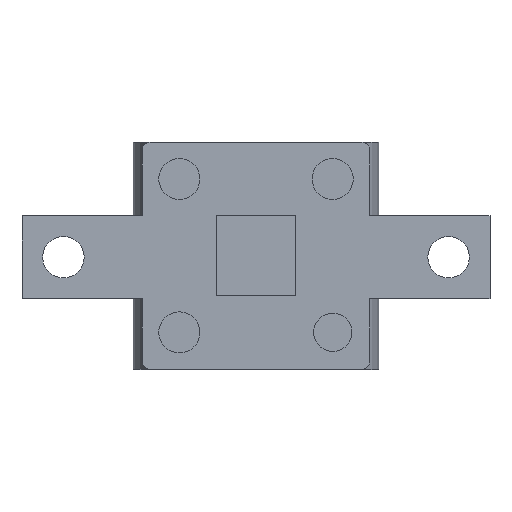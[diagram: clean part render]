
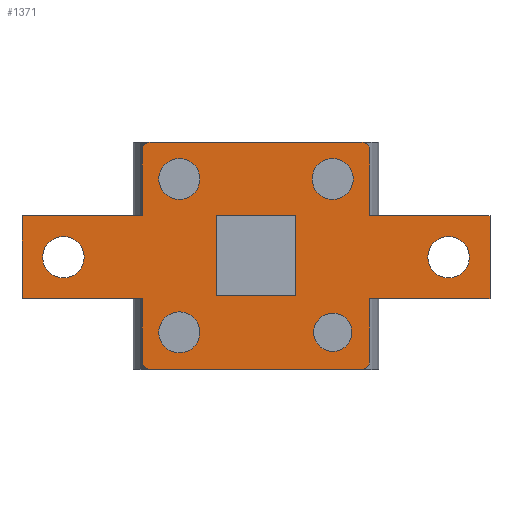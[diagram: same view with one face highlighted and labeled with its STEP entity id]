
A CAD part, top view. The second image highlights one B-rep face of the part: STEP entity #1371.
In plain terms, the highlighted planar face has unit normal (0, 0, 1).
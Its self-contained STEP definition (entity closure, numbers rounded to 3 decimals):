
#21=FACE_BOUND('',#214,.T.);
#22=FACE_BOUND('',#215,.T.);
#23=FACE_BOUND('',#216,.T.);
#24=FACE_BOUND('',#217,.T.);
#25=FACE_BOUND('',#218,.T.);
#26=FACE_BOUND('',#219,.T.);
#27=FACE_BOUND('',#220,.T.);
#66=PLANE('',#1489);
#132=FACE_OUTER_BOUND('',#213,.T.);
#213=EDGE_LOOP('',(#1146,#1147,#1148,#1149,#1150,#1151,#1152,#1153,#1154,
#1155,#1156,#1157,#1158,#1159,#1160,#1161));
#214=EDGE_LOOP('',(#1162));
#215=EDGE_LOOP('',(#1163));
#216=EDGE_LOOP('',(#1164,#1165,#1166,#1167));
#217=EDGE_LOOP('',(#1168));
#218=EDGE_LOOP('',(#1169));
#219=EDGE_LOOP('',(#1170));
#220=EDGE_LOOP('',(#1171));
#265=LINE('',#1944,#417);
#269=LINE('',#1952,#421);
#272=LINE('',#1958,#424);
#277=LINE('',#1967,#429);
#278=LINE('',#1970,#430);
#282=LINE('',#1981,#434);
#286=LINE('',#1989,#438);
#289=LINE('',#1995,#441);
#294=LINE('',#2004,#446);
#295=LINE('',#2007,#447);
#303=LINE('',#2031,#455);
#340=LINE('',#2119,#492);
#382=LINE('',#2227,#534);
#383=LINE('',#2229,#535);
#384=LINE('',#2231,#536);
#385=LINE('',#2232,#537);
#417=VECTOR('',#1565,10.);
#421=VECTOR('',#1571,10.);
#424=VECTOR('',#1576,10.);
#429=VECTOR('',#1583,10.);
#430=VECTOR('',#1586,10.);
#434=VECTOR('',#1596,10.);
#438=VECTOR('',#1602,10.);
#441=VECTOR('',#1607,10.);
#446=VECTOR('',#1614,10.);
#447=VECTOR('',#1617,10.);
#455=VECTOR('',#1639,10.);
#492=VECTOR('',#1698,10.);
#534=VECTOR('',#1804,10.);
#535=VECTOR('',#1805,10.);
#536=VECTOR('',#1806,10.);
#537=VECTOR('',#1807,10.);
#572=CIRCLE('',#1430,2.7);
#573=CIRCLE('',#1437,2.7);
#594=CIRCLE('',#1488,1.);
#595=CIRCLE('',#1490,1.);
#596=CIRCLE('',#1491,1.);
#597=CIRCLE('',#1492,1.);
#598=CIRCLE('',#1493,2.675);
#599=CIRCLE('',#1494,2.675);
#600=CIRCLE('',#1495,2.675);
#601=CIRCLE('',#1496,2.5);
#612=VERTEX_POINT('',#1938);
#613=VERTEX_POINT('',#1942);
#614=VERTEX_POINT('',#1943);
#617=VERTEX_POINT('',#1951);
#619=VERTEX_POINT('',#1957);
#622=VERTEX_POINT('',#1965);
#623=VERTEX_POINT('',#1969);
#625=VERTEX_POINT('',#1975);
#626=VERTEX_POINT('',#1979);
#627=VERTEX_POINT('',#1980);
#630=VERTEX_POINT('',#1988);
#632=VERTEX_POINT('',#1994);
#635=VERTEX_POINT('',#2002);
#636=VERTEX_POINT('',#2006);
#644=VERTEX_POINT('',#2028);
#645=VERTEX_POINT('',#2030);
#684=VERTEX_POINT('',#2116);
#685=VERTEX_POINT('',#2118);
#718=VERTEX_POINT('',#2225);
#719=VERTEX_POINT('',#2226);
#720=VERTEX_POINT('',#2228);
#721=VERTEX_POINT('',#2230);
#722=VERTEX_POINT('',#2233);
#723=VERTEX_POINT('',#2235);
#724=VERTEX_POINT('',#2237);
#725=VERTEX_POINT('',#2239);
#743=EDGE_CURVE('',#612,#612,#572,.T.);
#744=EDGE_CURVE('',#613,#614,#265,.T.);
#748=EDGE_CURVE('',#614,#617,#269,.T.);
#751=EDGE_CURVE('',#617,#619,#272,.T.);
#756=EDGE_CURVE('',#619,#622,#277,.T.);
#757=EDGE_CURVE('',#623,#613,#278,.T.);
#761=EDGE_CURVE('',#625,#625,#573,.T.);
#762=EDGE_CURVE('',#626,#627,#282,.T.);
#766=EDGE_CURVE('',#630,#626,#286,.T.);
#769=EDGE_CURVE('',#627,#632,#289,.T.);
#774=EDGE_CURVE('',#630,#635,#294,.T.);
#775=EDGE_CURVE('',#636,#632,#295,.T.);
#787=EDGE_CURVE('',#645,#644,#303,.T.);
#832=EDGE_CURVE('',#685,#684,#340,.T.);
#882=EDGE_CURVE('',#645,#635,#594,.T.);
#883=EDGE_CURVE('',#623,#644,#595,.T.);
#884=EDGE_CURVE('',#685,#622,#596,.T.);
#885=EDGE_CURVE('',#636,#684,#597,.T.);
#886=EDGE_CURVE('',#718,#719,#382,.T.);
#887=EDGE_CURVE('',#719,#720,#383,.T.);
#888=EDGE_CURVE('',#720,#721,#384,.T.);
#889=EDGE_CURVE('',#721,#718,#385,.T.);
#890=EDGE_CURVE('',#722,#722,#598,.T.);
#891=EDGE_CURVE('',#723,#723,#599,.T.);
#892=EDGE_CURVE('',#724,#724,#600,.T.);
#893=EDGE_CURVE('',#725,#725,#601,.T.);
#1146=ORIENTED_EDGE('',*,*,#882,.F.);
#1147=ORIENTED_EDGE('',*,*,#787,.T.);
#1148=ORIENTED_EDGE('',*,*,#883,.F.);
#1149=ORIENTED_EDGE('',*,*,#757,.T.);
#1150=ORIENTED_EDGE('',*,*,#744,.T.);
#1151=ORIENTED_EDGE('',*,*,#748,.T.);
#1152=ORIENTED_EDGE('',*,*,#751,.T.);
#1153=ORIENTED_EDGE('',*,*,#756,.T.);
#1154=ORIENTED_EDGE('',*,*,#884,.F.);
#1155=ORIENTED_EDGE('',*,*,#832,.T.);
#1156=ORIENTED_EDGE('',*,*,#885,.F.);
#1157=ORIENTED_EDGE('',*,*,#775,.T.);
#1158=ORIENTED_EDGE('',*,*,#769,.F.);
#1159=ORIENTED_EDGE('',*,*,#762,.F.);
#1160=ORIENTED_EDGE('',*,*,#766,.F.);
#1161=ORIENTED_EDGE('',*,*,#774,.T.);
#1162=ORIENTED_EDGE('',*,*,#743,.T.);
#1163=ORIENTED_EDGE('',*,*,#761,.T.);
#1164=ORIENTED_EDGE('',*,*,#886,.T.);
#1165=ORIENTED_EDGE('',*,*,#887,.T.);
#1166=ORIENTED_EDGE('',*,*,#888,.T.);
#1167=ORIENTED_EDGE('',*,*,#889,.T.);
#1168=ORIENTED_EDGE('',*,*,#890,.T.);
#1169=ORIENTED_EDGE('',*,*,#891,.T.);
#1170=ORIENTED_EDGE('',*,*,#892,.T.);
#1171=ORIENTED_EDGE('',*,*,#893,.T.);
#1371=ADVANCED_FACE('',(#132,#21,#22,#23,#24,#25,#26,#27),#66,.T.);
#1430=AXIS2_PLACEMENT_3D('',#1940,#1561,#1562);
#1437=AXIS2_PLACEMENT_3D('',#1977,#1592,#1593);
#1488=AXIS2_PLACEMENT_3D('',#2220,#1794,#1795);
#1489=AXIS2_PLACEMENT_3D('',#2221,#1796,#1797);
#1490=AXIS2_PLACEMENT_3D('',#2222,#1798,#1799);
#1491=AXIS2_PLACEMENT_3D('',#2223,#1800,#1801);
#1492=AXIS2_PLACEMENT_3D('',#2224,#1802,#1803);
#1493=AXIS2_PLACEMENT_3D('',#2234,#1808,#1809);
#1494=AXIS2_PLACEMENT_3D('',#2236,#1810,#1811);
#1495=AXIS2_PLACEMENT_3D('',#2238,#1812,#1813);
#1496=AXIS2_PLACEMENT_3D('',#2240,#1814,#1815);
#1561=DIRECTION('center_axis',(0.,0.,-1.));
#1562=DIRECTION('ref_axis',(1.,0.,0.));
#1565=DIRECTION('',(1.,0.,0.));
#1571=DIRECTION('',(0.,1.,0.));
#1576=DIRECTION('',(-1.,0.,0.));
#1583=DIRECTION('',(0.,1.,0.));
#1586=DIRECTION('',(0.,1.,0.));
#1592=DIRECTION('center_axis',(0.,0.,-1.));
#1593=DIRECTION('ref_axis',(1.,0.,0.));
#1596=DIRECTION('',(0.,1.,0.));
#1602=DIRECTION('',(-1.,0.,0.));
#1607=DIRECTION('',(1.,0.,0.));
#1614=DIRECTION('',(0.,-1.,0.));
#1617=DIRECTION('',(0.,-1.,0.));
#1639=DIRECTION('',(1.,0.,0.));
#1698=DIRECTION('',(-1.,0.,0.));
#1794=DIRECTION('center_axis',(0.,0.,-1.));
#1795=DIRECTION('ref_axis',(-0.707,-0.707,0.));
#1796=DIRECTION('center_axis',(0.,0.,1.));
#1797=DIRECTION('ref_axis',(1.,0.,0.));
#1798=DIRECTION('center_axis',(0.,0.,-1.));
#1799=DIRECTION('ref_axis',(0.707,-0.707,0.));
#1800=DIRECTION('center_axis',(0.,0.,-1.));
#1801=DIRECTION('ref_axis',(0.707,0.707,0.));
#1802=DIRECTION('center_axis',(0.,0.,-1.));
#1803=DIRECTION('ref_axis',(-0.707,0.707,0.));
#1804=DIRECTION('',(0.,-1.,0.));
#1805=DIRECTION('',(-1.,0.,0.));
#1806=DIRECTION('',(0.,1.,0.));
#1807=DIRECTION('',(1.,0.,0.));
#1808=DIRECTION('center_axis',(0.,0.,-1.));
#1809=DIRECTION('ref_axis',(1.,0.,0.));
#1810=DIRECTION('center_axis',(0.,0.,-1.));
#1811=DIRECTION('ref_axis',(1.,0.,0.));
#1812=DIRECTION('center_axis',(0.,0.,-1.));
#1813=DIRECTION('ref_axis',(1.,0.,0.));
#1814=DIRECTION('center_axis',(0.,0.,-1.));
#1815=DIRECTION('ref_axis',(1.,0.,0.));
#1938=CARTESIAN_POINT('',(22.408,14.6,8.577));
#1940=CARTESIAN_POINT('Origin',(25.108,14.6,8.577));
#1942=CARTESIAN_POINT('',(14.8,9.2,8.577));
#1943=CARTESIAN_POINT('',(30.508,9.2,8.577));
#1944=CARTESIAN_POINT('',(14.8,9.2,8.577));
#1951=CARTESIAN_POINT('',(30.508,20.,8.577));
#1952=CARTESIAN_POINT('',(30.508,9.2,8.577));
#1957=CARTESIAN_POINT('',(14.8,20.,8.577));
#1958=CARTESIAN_POINT('',(30.508,20.,8.577));
#1965=CARTESIAN_POINT('',(14.8,28.6,8.577));
#1967=CARTESIAN_POINT('',(14.8,0.,8.577));
#1969=CARTESIAN_POINT('',(14.8,1.,8.577));
#1970=CARTESIAN_POINT('',(14.8,0.,8.577));
#1975=CARTESIAN_POINT('',(-27.808,14.6,8.577));
#1977=CARTESIAN_POINT('Origin',(-25.108,14.6,8.577));
#1979=CARTESIAN_POINT('',(-30.508,9.2,8.577));
#1980=CARTESIAN_POINT('',(-30.508,20.,8.577));
#1981=CARTESIAN_POINT('',(-30.508,9.2,8.577));
#1988=CARTESIAN_POINT('',(-14.8,9.2,8.577));
#1989=CARTESIAN_POINT('',(-14.8,9.2,8.577));
#1994=CARTESIAN_POINT('',(-14.8,20.,8.577));
#1995=CARTESIAN_POINT('',(-30.508,20.,8.577));
#2002=CARTESIAN_POINT('',(-14.8,1.,8.577));
#2004=CARTESIAN_POINT('',(-14.8,29.6,8.577));
#2006=CARTESIAN_POINT('',(-14.8,28.6,8.577));
#2007=CARTESIAN_POINT('',(-14.8,29.6,8.577));
#2028=CARTESIAN_POINT('',(13.8,0.,8.577));
#2030=CARTESIAN_POINT('',(-13.8,0.,8.577));
#2031=CARTESIAN_POINT('',(-14.8,0.,8.577));
#2116=CARTESIAN_POINT('',(-13.8,29.6,8.577));
#2118=CARTESIAN_POINT('',(13.8,29.6,8.577));
#2119=CARTESIAN_POINT('',(14.8,29.6,8.577));
#2220=CARTESIAN_POINT('Origin',(-13.8,1.,8.577));
#2221=CARTESIAN_POINT('Origin',(0.,14.8,8.577));
#2222=CARTESIAN_POINT('Origin',(13.8,1.,8.577));
#2223=CARTESIAN_POINT('Origin',(13.8,28.6,8.577));
#2224=CARTESIAN_POINT('Origin',(-13.8,28.6,8.577));
#2225=CARTESIAN_POINT('',(5.2,20.,8.577));
#2226=CARTESIAN_POINT('',(5.2,9.6,8.577));
#2227=CARTESIAN_POINT('',(5.2,17.4,8.577));
#2228=CARTESIAN_POINT('',(-5.2,9.6,8.577));
#2229=CARTESIAN_POINT('',(2.6,9.6,8.577));
#2230=CARTESIAN_POINT('',(-5.2,20.,8.577));
#2231=CARTESIAN_POINT('',(-5.2,12.2,8.577));
#2232=CARTESIAN_POINT('',(-2.6,20.,8.577));
#2233=CARTESIAN_POINT('',(-12.675,24.8,8.577));
#2234=CARTESIAN_POINT('Origin',(-10.,24.8,8.577));
#2235=CARTESIAN_POINT('',(7.325,24.8,8.577));
#2236=CARTESIAN_POINT('Origin',(10.,24.8,8.577));
#2237=CARTESIAN_POINT('',(-12.675,4.8,8.577));
#2238=CARTESIAN_POINT('Origin',(-10.,4.8,8.577));
#2239=CARTESIAN_POINT('',(7.5,4.8,8.577));
#2240=CARTESIAN_POINT('Origin',(10.,4.8,8.577));
